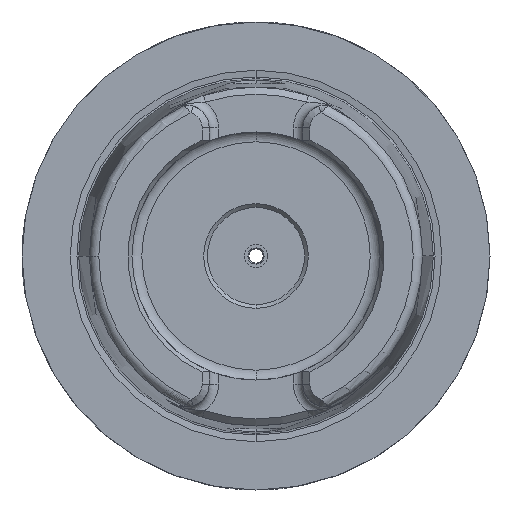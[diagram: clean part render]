
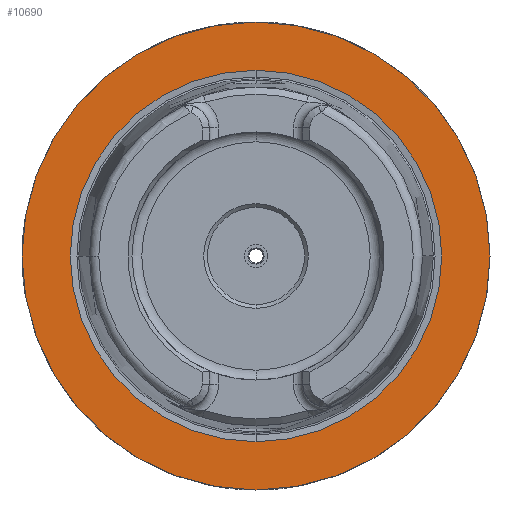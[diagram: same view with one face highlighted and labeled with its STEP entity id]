
A CAD part, left-side view. The second image highlights one B-rep face of the part: STEP entity #10690.
In plain terms, the highlighted planar face has unit normal (-1, 0, 0).
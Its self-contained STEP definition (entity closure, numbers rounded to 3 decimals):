
#418 = ORIENTED_EDGE ( 'NONE', *, *, #9943, .F. ) ;
#443 = AXIS2_PLACEMENT_3D ( 'NONE', #3292, #9935, #4238 ) ;
#1120 = VERTEX_POINT ( 'NONE', #1649 ) ;
#1165 = CARTESIAN_POINT ( 'NONE',  ( 0., 0., 0. ) ) ;
#1181 = CIRCLE ( 'NONE', #443, 50. ) ;
#1260 = VERTEX_POINT ( 'NONE', #7881 ) ;
#1649 = CARTESIAN_POINT ( 'NONE',  ( 0., 0., 39.682 ) ) ;
#1932 = ORIENTED_EDGE ( 'NONE', *, *, #3425, .T. ) ;
#2044 = DIRECTION ( 'NONE',  ( -1., 0., 0. ) ) ;
#2051 = CIRCLE ( 'NONE', #5397, 39.682 ) ;
#2108 = CARTESIAN_POINT ( 'NONE',  ( 0., 0., 0. ) ) ;
#2134 = DIRECTION ( 'NONE',  ( 0., 0., 1. ) ) ;
#2881 = EDGE_CURVE ( 'NONE', #2894, #1120, #4820, .T. ) ;
#2894 = VERTEX_POINT ( 'NONE', #10639 ) ;
#3046 = DIRECTION ( 'NONE',  ( 0., 0., 1. ) ) ;
#3292 = CARTESIAN_POINT ( 'NONE',  ( 0., 0., 0. ) ) ;
#3425 = EDGE_CURVE ( 'NONE', #5115, #1260, #1181, .T. ) ;
#3583 = AXIS2_PLACEMENT_3D ( 'NONE', #7754, #2044, #8703 ) ;
#4238 = DIRECTION ( 'NONE',  ( 0., 0., 1. ) ) ;
#4303 = DIRECTION ( 'NONE',  ( 1., 0., 0. ) ) ;
#4653 = CARTESIAN_POINT ( 'NONE',  ( 0., 0., -50. ) ) ;
#4820 = CIRCLE ( 'NONE', #7555, 39.682 ) ;
#4880 = ORIENTED_EDGE ( 'NONE', *, *, #5899, .T. ) ;
#5115 = VERTEX_POINT ( 'NONE', #4653 ) ;
#5397 = AXIS2_PLACEMENT_3D ( 'NONE', #1165, #7835, #2134 ) ;
#5899 = EDGE_CURVE ( 'NONE', #1260, #5115, #8632, .T. ) ;
#6862 = EDGE_LOOP ( 'NONE', ( #4880, #1932 ) ) ;
#6948 = FACE_BOUND ( 'NONE', #8881, .T. ) ;
#7555 = AXIS2_PLACEMENT_3D ( 'NONE', #2108, #8760, #3046 ) ;
#7754 = CARTESIAN_POINT ( 'NONE',  ( 0., 0., 0. ) ) ;
#7835 = DIRECTION ( 'NONE',  ( -1., 0., 0. ) ) ;
#7881 = CARTESIAN_POINT ( 'NONE',  ( 0., 0., 50. ) ) ;
#8450 = ORIENTED_EDGE ( 'NONE', *, *, #2881, .F. ) ;
#8632 = CIRCLE ( 'NONE', #3583, 50. ) ;
#8703 = DIRECTION ( 'NONE',  ( 0., 0., 1. ) ) ;
#8760 = DIRECTION ( 'NONE',  ( -1., 0., 0. ) ) ;
#8881 = EDGE_LOOP ( 'NONE', ( #418, #8450 ) ) ;
#9427 = AXIS2_PLACEMENT_3D ( 'NONE', #9983, #4303, #10937 ) ;
#9489 = FACE_OUTER_BOUND ( 'NONE', #6862, .T. ) ;
#9935 = DIRECTION ( 'NONE',  ( -1., 0., 0. ) ) ;
#9943 = EDGE_CURVE ( 'NONE', #1120, #2894, #2051, .T. ) ;
#9983 = CARTESIAN_POINT ( 'NONE',  ( 0., 0., 0. ) ) ;
#10639 = CARTESIAN_POINT ( 'NONE',  ( 0., 0., -39.682 ) ) ;
#10690 = ADVANCED_FACE ( 'NONE', ( #9489, #6948 ), #10895, .F. ) ;
#10895 = PLANE ( 'NONE',  #9427 ) ;
#10937 = DIRECTION ( 'NONE',  ( 0., 0., -1. ) ) ;
